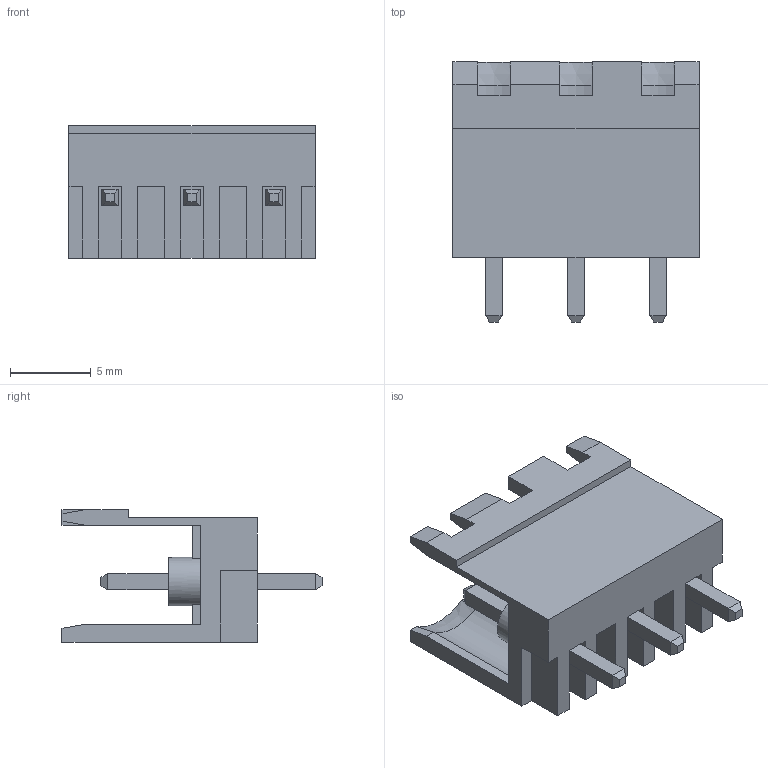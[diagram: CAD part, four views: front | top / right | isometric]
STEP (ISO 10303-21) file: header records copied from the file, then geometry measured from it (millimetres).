
FILE_DESCRIPTION(('STEP AP203'), '1');
FILE_NAME('KLS2-EDV-5.08-03P-4', '', ('UNSPECIFIED'), ('UNSPECIFIED'), 'ASCON STEP Converter 1.6', 'ASCON Math Kernel', '');
FILE_SCHEMA(('CONFIG_CONTROL_DESIGN'));
Length unit declared in the file: millimetre
Products named in the file (1): KLS2-EDV-5.08-03P-4
Bounding box: 15.24 x 16.1 x 8.2 mm (x, y, z)
Volume: 573.1 mm3; surface area: 1235.7 mm2
Topology: 1 solids, 1 shells, 151 faces, 399 edges, 256 vertices
Faces by surface type: plane 142, cylinder 6, cone 3
Full cylindrical faces by diameter (mm): 3 x3
Entity records: 5800 total; most frequent: CARTESIAN_POINT 822, ORIENTED_EDGE 792, DIRECTION 727, EDGE_CURVE 396, LINE 357, VECTOR 357, VERTEX_POINT 256, AXIS2_PLACEMENT_3D 185
